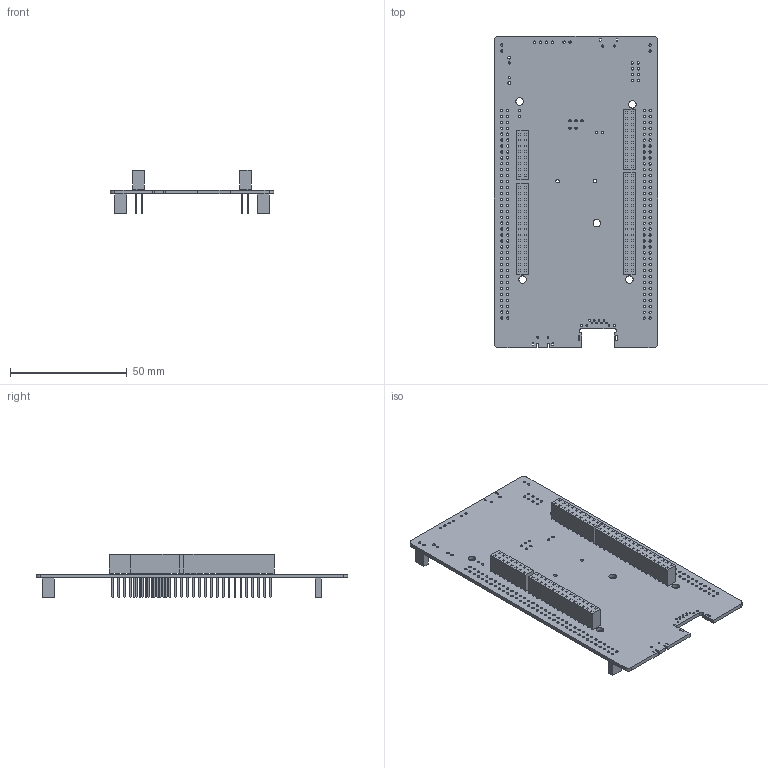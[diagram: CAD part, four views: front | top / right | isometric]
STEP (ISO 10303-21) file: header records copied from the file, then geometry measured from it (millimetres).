
FILE_DESCRIPTION(/* description */ ('STEP AP242','CAx-IF Rec.Pracs.---Representation and Presentation of Product Manufacturing Information (PMI)---4.0---2014-10-13','CAx-IF Rec.Pracs.---3D Tessellated Geometry---0.4---2014-09-14','2;1'),/* implementation_level */ '2;1');
FILE_NAME(/* name */ '657cb66af893887fad6596f1',/* time_stamp */ '2023-12-15T20:26:21Z',/* author */ (''),/* organization */ (''),/* preprocessor_version */ 'ST-DEVELOPER v19.4',/* originating_system */ ' ',/* authorisation */ ' ');
FILE_SCHEMA (('AP242_MANAGED_MODEL_BASED_3D_ENGINEERING_MIM_LF { 1 0 10303 442 1 1 4 }'));
Length unit declared in the file: metre
Products named in the file (14): Assembly 1; _SSW-117-23-G-D_pin; drw_jmp4; _SSW-110-23-G-D_terminal; _SSW-115-23-G-D_pin; _SSW-115-23-G-D_terminal; drw_jmp2; _SSW-117-23-G-D_terminal; drw_jmp1; _SSW-110-23-G-D_pin; _SSW-108-23-G-D_pin; drw_jmp3; _SSW-108-23-G-D_terminal; Board
Assembly tree (13 placements, depth 2):
  Assembly 1
    _SSW-117-23-G-D_pin
    drw_jmp4
    _SSW-110-23-G-D_terminal
    _SSW-115-23-G-D_pin
    _SSW-115-23-G-D_terminal
    drw_jmp2
    _SSW-117-23-G-D_terminal
    drw_jmp1
    _SSW-110-23-G-D_pin
    _SSW-108-23-G-D_pin
    drw_jmp3
    _SSW-108-23-G-D_terminal
    Board
Bounding box: 70 x 133.34 x 18.52 mm (x, y, z)
Volume: 19812.1 mm3; surface area: 30645.6 mm2
Topology: 13 solids, 13 shells, 1728 faces, 4806 edges, 3204 vertices
Faces by surface type: plane 1404, cylinder 324
Full cylindrical faces by diameter (mm): 0.7 x12, 0.9 x2, 0.97 x2, 1 x171, 1.1 x100, 1.19 x2, 1.5 x2, 3.2 x5
Entity records: 55270 total; most frequent: CARTESIAN_POINT 9456, ORIENTED_EDGE 9020, DIRECTION 8642, EDGE_CURVE 4510, LINE 3862, VECTOR 3862, VERTEX_POINT 3204, EDGE_LOOP 2932
